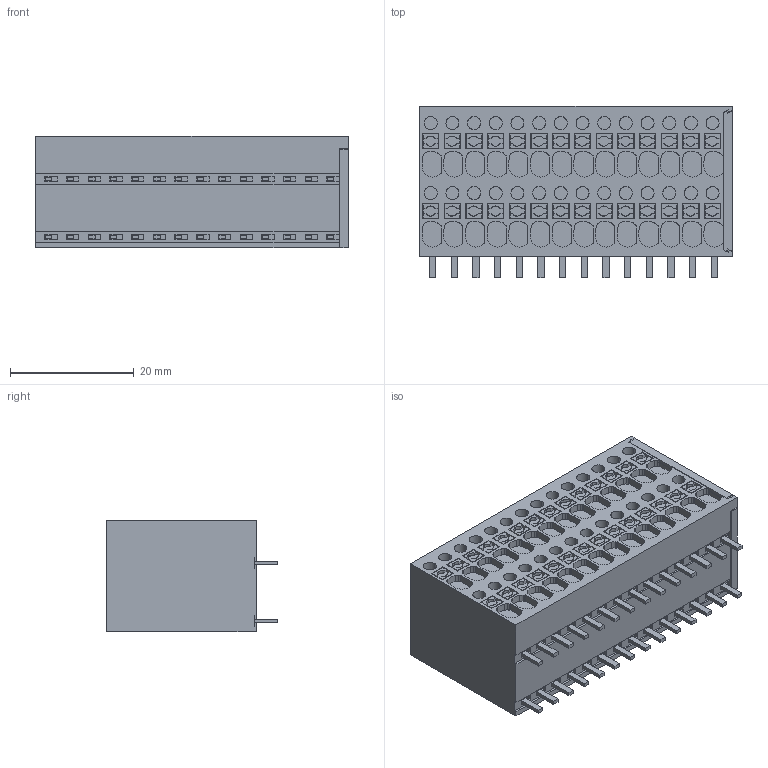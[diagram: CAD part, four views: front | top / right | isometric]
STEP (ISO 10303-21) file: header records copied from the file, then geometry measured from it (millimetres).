
FILE_DESCRIPTION(('CATIA V5R24 STEP','CAx-IF Rec.Pracs.--- Model Styling and Organization---1.2---2011-12-15'),'2;1');
FILE_NAME ('D1461294_0_2001060000_2001060000.stp','2017-04-11T08:50:03+00:00',('none'),('Weidmueller'),'CATIA Version 5-6 Release 2014 SP4 HF52','CATIA V5 STEP AP214','none');
FILE_SCHEMA(('AUTOMOTIVE_DESIGN { 1 0 10303 214 1 1 1 1 }'));
Length unit declared in the file: millimetre
Products named in the file (1): 2001060000_S
Bounding box: 50.5 x 27.7 x 18 mm (x, y, z)
Volume: 21286.6 mm3; surface area: 8242.7 mm2
Topology: 57 solids, 57 shells, 1344 faces, 3392 edges, 2266 vertices
Faces by surface type: plane 1008, cylinder 224, cone 112
Entity records: 40505 total; most frequent: CARTESIAN_POINT 9466, ORIENTED_EDGE 6784, DIRECTION 5009, EDGE_CURVE 3392, VECTOR 2608, LINE 2608, VERTEX_POINT 2266, EDGE_LOOP 1452
